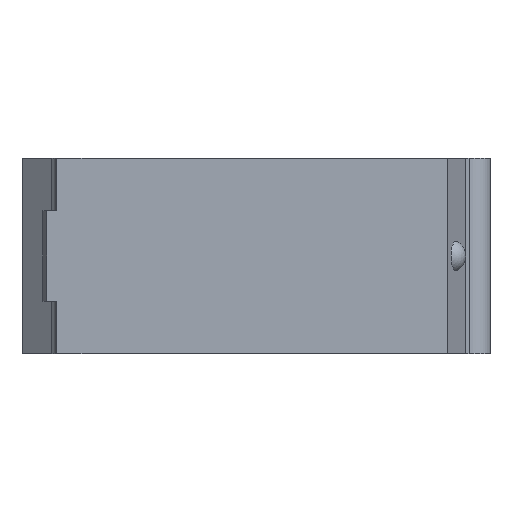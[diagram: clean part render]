
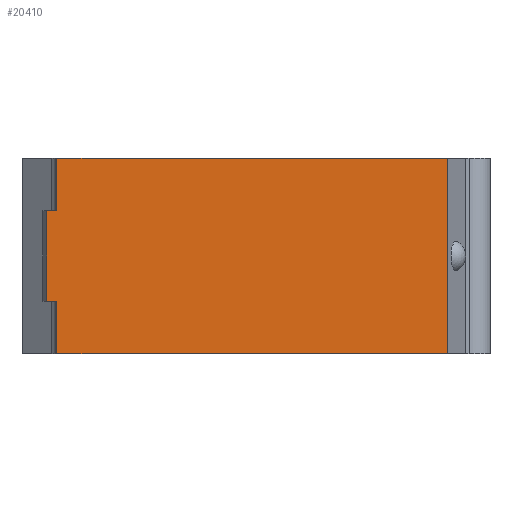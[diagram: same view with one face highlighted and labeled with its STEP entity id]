
A CAD part, front view. The second image highlights one B-rep face of the part: STEP entity #20410.
In plain terms, the highlighted planar face has unit normal (0, -1, 0).
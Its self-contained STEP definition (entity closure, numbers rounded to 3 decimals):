
#1345=DIRECTION('',(1.,0.,0.));
#1346=VECTOR('',#1345,27.9);
#1347=CARTESIAN_POINT('',(-14.3,0.,-7.));
#1348=LINE('',#1347,#1346);
#1378=DIRECTION('',(0.,0.,1.));
#1379=VECTOR('',#1378,14.);
#1380=CARTESIAN_POINT('',(13.6,0.,-7.));
#1381=LINE('',#1380,#1379);
#1433=DIRECTION('',(1.,0.,0.));
#1434=VECTOR('',#1433,27.9);
#1435=CARTESIAN_POINT('',(-14.3,0.,7.));
#1436=LINE('',#1435,#1434);
#1584=DIRECTION('',(0.,0.,1.));
#1585=VECTOR('',#1584,3.75);
#1586=CARTESIAN_POINT('',(-14.3,0.,-7.));
#1587=LINE('',#1586,#1585);
#1588=DIRECTION('',(0.,0.,1.));
#1589=VECTOR('',#1588,6.5);
#1590=CARTESIAN_POINT('',(-15.032,0.,-3.25));
#1591=LINE('',#1590,#1589);
#1592=DIRECTION('',(0.,0.,1.));
#1593=VECTOR('',#1592,3.75);
#1594=CARTESIAN_POINT('',(-14.3,0.,3.25));
#1595=LINE('',#1594,#1593);
#1624=DIRECTION('',(1.,0.,0.));
#1625=VECTOR('',#1624,0.732);
#1626=CARTESIAN_POINT('',(-15.032,0.,-3.25));
#1627=LINE('',#1626,#1625);
#1628=DIRECTION('',(1.,0.,0.));
#1629=VECTOR('',#1628,0.732);
#1630=CARTESIAN_POINT('',(-15.032,0.,3.25));
#1631=LINE('',#1630,#1629);
#15672=CARTESIAN_POINT('',(13.6,0.,-7.));
#15674=VERTEX_POINT('',#15672);
#15744=CARTESIAN_POINT('',(-14.3,0.,-7.));
#15745=VERTEX_POINT('',#15744);
#15746=CARTESIAN_POINT('',(13.6,0.,7.));
#15748=VERTEX_POINT('',#15746);
#15818=CARTESIAN_POINT('',(-14.3,0.,7.));
#15819=VERTEX_POINT('',#15818);
#15824=CARTESIAN_POINT('',(-15.032,0.,-3.25));
#15825=VERTEX_POINT('',#15824);
#15830=CARTESIAN_POINT('',(-15.032,0.,3.25));
#15831=VERTEX_POINT('',#15830);
#15832=CARTESIAN_POINT('',(-14.3,0.,-3.25));
#15834=VERTEX_POINT('',#15832);
#15836=CARTESIAN_POINT('',(-14.3,0.,3.25));
#15838=VERTEX_POINT('',#15836);
#20390=CARTESIAN_POINT('',(-14.3,0.,-7.));
#20391=DIRECTION('',(0.,-1.,0.));
#20392=DIRECTION('',(1.,0.,0.));
#20393=AXIS2_PLACEMENT_3D('',#20390,#20391,#20392);
#20394=PLANE('',#20393);
#20396=ORIENTED_EDGE('',*,*,#20395,.T.);
#20398=ORIENTED_EDGE('',*,*,#20397,.F.);
#20400=ORIENTED_EDGE('',*,*,#20399,.T.);
#20402=ORIENTED_EDGE('',*,*,#20401,.T.);
#20404=ORIENTED_EDGE('',*,*,#20403,.T.);
#20405=ORIENTED_EDGE('',*,*,#20317,.T.);
#20406=ORIENTED_EDGE('',*,*,#20261,.F.);
#20407=ORIENTED_EDGE('',*,*,#20244,.F.);
#20408=EDGE_LOOP('',(#20396,#20398,#20400,#20402,#20404,#20405,#20406,#20407));
#20409=FACE_OUTER_BOUND('',#20408,.F.);
#20410=ADVANCED_FACE('',(#20409),#20394,.T.);
#20244=EDGE_CURVE('',#15745,#15674,#1348,.T.);
#20261=EDGE_CURVE('',#15674,#15748,#1381,.T.);
#20317=EDGE_CURVE('',#15819,#15748,#1436,.T.);
#20395=EDGE_CURVE('',#15745,#15834,#1587,.T.);
#20397=EDGE_CURVE('',#15825,#15834,#1627,.T.);
#20399=EDGE_CURVE('',#15825,#15831,#1591,.T.);
#20401=EDGE_CURVE('',#15831,#15838,#1631,.T.);
#20403=EDGE_CURVE('',#15838,#15819,#1595,.T.);
